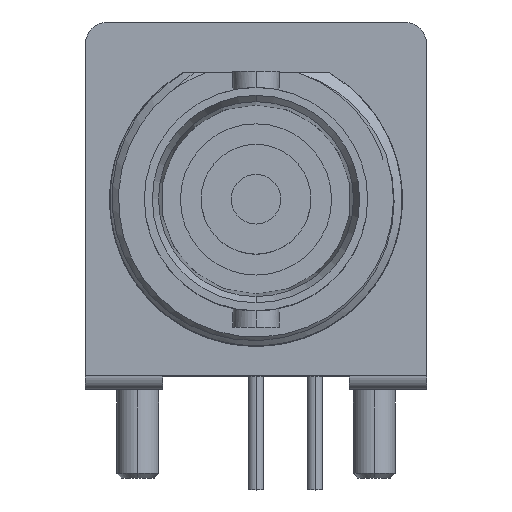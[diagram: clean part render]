
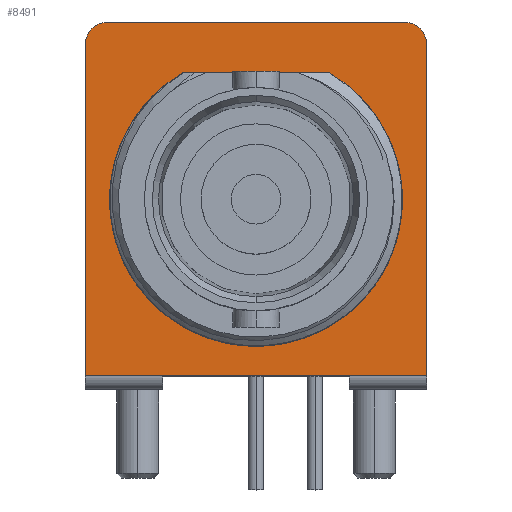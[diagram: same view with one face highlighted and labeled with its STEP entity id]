
A CAD part, top view. The second image highlights one B-rep face of the part: STEP entity #8491.
In plain terms, the highlighted planar face has unit normal (0, 0, 1).
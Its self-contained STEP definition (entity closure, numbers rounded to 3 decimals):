
#490=CARTESIAN_POINT('',(0.,0.,-20.75));
#491=DIRECTION('',(0.,0.,1.));
#492=DIRECTION('',(0.961,0.275,0.));
#493=AXIS2_PLACEMENT_3D('',#490,#491,#492);
#1263=CARTESIAN_POINT('',(-5.36,-2.057,-20.75));
#1264=CARTESIAN_POINT('',(-5.472,-1.79,-20.75));
#1265=CARTESIAN_POINT('',(-5.655,-1.245,-20.75));
#1266=CARTESIAN_POINT('',(-5.806,-0.378,-20.75));
#1267=CARTESIAN_POINT('',(-5.824,0.497,-20.75));
#1268=CARTESIAN_POINT('',(-5.71,1.37,-20.75));
#1269=CARTESIAN_POINT('',(-5.465,2.222,-20.75));
#1270=CARTESIAN_POINT('',(-5.097,3.024,-20.75));
#1271=CARTESIAN_POINT('',(-4.607,3.772,-20.75));
#1272=CARTESIAN_POINT('',(-4.014,4.435,-20.75));
#1273=CARTESIAN_POINT('',(-3.321,5.007,-20.75));
#1274=CARTESIAN_POINT('',(-2.81,5.314,-20.75));
#1275=CARTESIAN_POINT('',(-2.541,5.45,-20.75));
#1282=CARTESIAN_POINT('',(-2.541,5.45,-20.75));
#1284=CARTESIAN_POINT('',(2.916,5.45,-20.75));
#1290=CARTESIAN_POINT('',(2.916,5.45,-20.75));
#1291=CARTESIAN_POINT('',(3.1,5.358,-20.75));
#1292=CARTESIAN_POINT('',(3.448,5.162,-20.75));
#1293=CARTESIAN_POINT('',(3.906,4.844,-20.75));
#1294=CARTESIAN_POINT('',(4.326,4.495,-20.75));
#1295=CARTESIAN_POINT('',(4.715,4.111,-20.75));
#1296=CARTESIAN_POINT('',(5.07,3.69,-20.75));
#1297=CARTESIAN_POINT('',(5.388,3.24,-20.75));
#1298=CARTESIAN_POINT('',(5.571,2.925,-20.75));
#1299=CARTESIAN_POINT('',(5.656,2.763,-20.75));
#1811=CARTESIAN_POINT('',(6.052,1.731,-20.75));
#1812=CARTESIAN_POINT('',(6.104,1.528,-20.75));
#1813=CARTESIAN_POINT('',(6.186,1.122,-20.75));
#1814=CARTESIAN_POINT('',(6.248,0.508,-20.75));
#1815=CARTESIAN_POINT('',(6.25,-0.107,-20.75));
#1816=CARTESIAN_POINT('',(6.189,-0.749,-20.75));
#1817=CARTESIAN_POINT('',(6.048,-1.438,-20.75));
#1818=CARTESIAN_POINT('',(5.796,-2.196,-20.75));
#1819=CARTESIAN_POINT('',(5.403,-2.988,-20.75));
#1820=CARTESIAN_POINT('',(4.881,-3.739,-20.75));
#1821=CARTESIAN_POINT('',(4.247,-4.409,-20.75));
#1822=CARTESIAN_POINT('',(3.519,-4.976,-20.75));
#1823=CARTESIAN_POINT('',(2.72,-5.423,-20.75));
#1824=CARTESIAN_POINT('',(1.864,-5.744,-20.75));
#1825=CARTESIAN_POINT('',(0.976,-5.932,-20.75));
#1826=CARTESIAN_POINT('',(0.07,-5.984,-20.75));
#1827=CARTESIAN_POINT('',(-0.83,-5.899,-20.75));
#1828=CARTESIAN_POINT('',(-1.701,-5.68,-20.75));
#1829=CARTESIAN_POINT('',(-2.532,-5.331,-20.75));
#1830=CARTESIAN_POINT('',(-3.29,-4.867,-20.75));
#1831=CARTESIAN_POINT('',(-3.975,-4.288,-20.75));
#1832=CARTESIAN_POINT('',(-4.554,-3.622,-20.75));
#1833=CARTESIAN_POINT('',(-5.03,-2.87,-20.75));
#1834=CARTESIAN_POINT('',(-5.263,-2.335,-20.75));
#1835=CARTESIAN_POINT('',(-5.36,-2.057,-20.75));
#1867=CARTESIAN_POINT('',(6.35,6.65,-20.75));
#1868=DIRECTION('',(0.,0.,1.));
#1869=DIRECTION('',(1.,0.,0.));
#1870=AXIS2_PLACEMENT_3D('',#1867,#1868,#1869);
#1872=CARTESIAN_POINT('',(-6.35,6.65,-20.75));
#1873=DIRECTION('',(0.,0.,1.));
#1874=DIRECTION('',(0.,1.,0.));
#1875=AXIS2_PLACEMENT_3D('',#1872,#1873,#1874);
#1877=DIRECTION('',(1.,0.,0.));
#1878=VECTOR('',#1877,12.7);
#1879=CARTESIAN_POINT('',(-6.35,7.65,-20.75));
#1880=LINE('',#1879,#1878);
#1881=DIRECTION('',(1.,0.,0.));
#1882=VECTOR('',#1881,5.457);
#1883=CARTESIAN_POINT('',(-2.541,5.45,-20.75));
#1884=LINE('',#1883,#1882);
#1967=DIRECTION('',(0.,-1.,0.));
#1968=VECTOR('',#1967,14.2);
#1969=CARTESIAN_POINT('',(-7.35,6.65,-20.75));
#1970=LINE('',#1969,#1968);
#2017=DIRECTION('',(1.,0.,0.));
#2018=VECTOR('',#2017,14.7);
#2019=CARTESIAN_POINT('',(-7.35,-7.55,-20.75));
#2020=LINE('',#2019,#2018);
#2171=DIRECTION('',(0.,-1.,0.));
#2172=VECTOR('',#2171,14.2);
#2173=CARTESIAN_POINT('',(7.35,6.65,-20.75));
#2174=LINE('',#2173,#2172);
#2591=CARTESIAN_POINT('',(6.052,1.731,-20.75));
#2592=CARTESIAN_POINT('',(5.656,2.763,-20.75));
#2593=VERTEX_POINT('',#2591);
#2594=VERTEX_POINT('',#2592);
#2595=VERTEX_POINT('',#1835);
#2596=CARTESIAN_POINT('',(-7.35,-7.55,-20.75));
#2598=VERTEX_POINT('',#2596);
#2604=CARTESIAN_POINT('',(7.35,-7.55,-20.75));
#2606=VERTEX_POINT('',#2604);
#2732=CARTESIAN_POINT('',(7.35,6.65,-20.75));
#2733=CARTESIAN_POINT('',(6.35,7.65,-20.75));
#2734=VERTEX_POINT('',#2732);
#2735=VERTEX_POINT('',#2733);
#2744=CARTESIAN_POINT('',(-6.35,7.65,-20.75));
#2745=VERTEX_POINT('',#2744);
#2746=CARTESIAN_POINT('',(-7.35,6.65,-20.75));
#2747=VERTEX_POINT('',#2746);
#2863=VERTEX_POINT('',#1282);
#2864=VERTEX_POINT('',#1284);
#8465=CARTESIAN_POINT('',(-7.35,7.65,-20.75));
#8466=DIRECTION('',(0.,0.,1.));
#8467=DIRECTION('',(0.,-1.,0.));
#8468=AXIS2_PLACEMENT_3D('',#8465,#8466,#8467);
#8469=PLANE('',#8468);
#8471=ORIENTED_EDGE('',*,*,#8470,.F.);
#8473=ORIENTED_EDGE('',*,*,#8472,.T.);
#8475=ORIENTED_EDGE('',*,*,#8474,.F.);
#8477=ORIENTED_EDGE('',*,*,#8476,.F.);
#8479=ORIENTED_EDGE('',*,*,#8478,.F.);
#8481=ORIENTED_EDGE('',*,*,#8480,.T.);
#8482=EDGE_LOOP('',(#8471,#8473,#8475,#8477,#8479,#8481));
#8483=FACE_OUTER_BOUND('',#8482,.F.);
#8484=ORIENTED_EDGE('',*,*,#4642,.F.);
#8485=ORIENTED_EDGE('',*,*,#3092,.F.);
#8486=ORIENTED_EDGE('',*,*,#4493,.F.);
#8487=ORIENTED_EDGE('',*,*,#8459,.F.);
#8488=ORIENTED_EDGE('',*,*,#3767,.T.);
#8489=EDGE_LOOP('',(#8484,#8485,#8486,#8487,#8488));
#8490=FACE_BOUND('',#8489,.F.);
#494=CIRCLE('',#493,6.295);
#1276=B_SPLINE_CURVE_WITH_KNOTS('',3,(#1263,#1264,#1265,#1266,#1267,#1268,#1269,
#1270,#1271,#1272,#1273,#1274,#1275),.UNSPECIFIED.,.F.,.F.,(4,1,1,1,1,1,1,1,1,1,
4),(0.,0.1,0.2,0.3,0.4,0.5,0.6,0.7,0.8,0.9,1.),
.UNSPECIFIED.);
#1300=B_SPLINE_CURVE_WITH_KNOTS('',3,(#1290,#1291,#1292,#1293,#1294,#1295,#1296,
#1297,#1298,#1299),.UNSPECIFIED.,.F.,.F.,(4,1,1,1,1,1,1,4),(0.,
0.143,0.286,0.429,0.571,
0.714,0.857,1.),.UNSPECIFIED.);
#1836=B_SPLINE_CURVE_WITH_KNOTS('',3,(#1811,#1812,#1813,#1814,#1815,#1816,#1817,
#1818,#1819,#1820,#1821,#1822,#1823,#1824,#1825,#1826,#1827,#1828,#1829,#1830,
#1831,#1832,#1833,#1834,#1835),.UNSPECIFIED.,.F.,.F.,(4,1,1,1,1,1,1,1,1,1,1,1,1,
1,1,1,1,1,1,1,1,1,4),(0.,0.045,0.091,
0.136,0.182,0.227,0.273,
0.318,0.364,0.409,0.455,0.5,
0.545,0.591,0.636,0.682,
0.727,0.773,0.818,0.864,
0.909,0.955,1.),.UNSPECIFIED.);
#1871=CIRCLE('',#1870,1.);
#1876=CIRCLE('',#1875,1.);
#3092=EDGE_CURVE('',#2863,#2864,#1884,.T.);
#3767=EDGE_CURVE('',#2593,#2594,#494,.T.);
#4493=EDGE_CURVE('',#2595,#2863,#1276,.T.);
#4642=EDGE_CURVE('',#2864,#2594,#1300,.T.);
#8459=EDGE_CURVE('',#2593,#2595,#1836,.T.);
#8470=EDGE_CURVE('',#2734,#2735,#1871,.T.);
#8472=EDGE_CURVE('',#2734,#2606,#2174,.T.);
#8474=EDGE_CURVE('',#2598,#2606,#2020,.T.);
#8476=EDGE_CURVE('',#2747,#2598,#1970,.T.);
#8478=EDGE_CURVE('',#2745,#2747,#1876,.T.);
#8480=EDGE_CURVE('',#2745,#2735,#1880,.T.);
#8491=ADVANCED_FACE('',(#8483,#8490),#8469,.T.);
